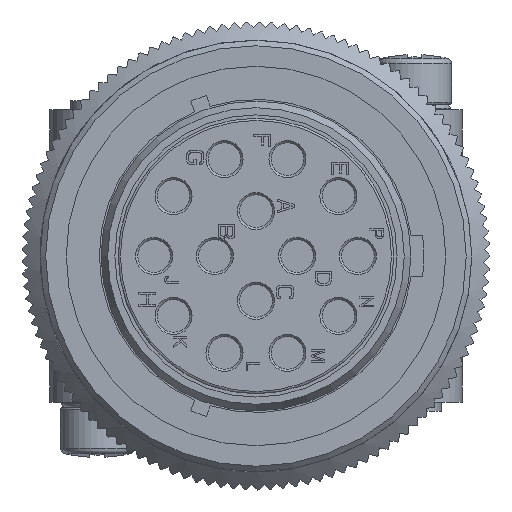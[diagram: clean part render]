
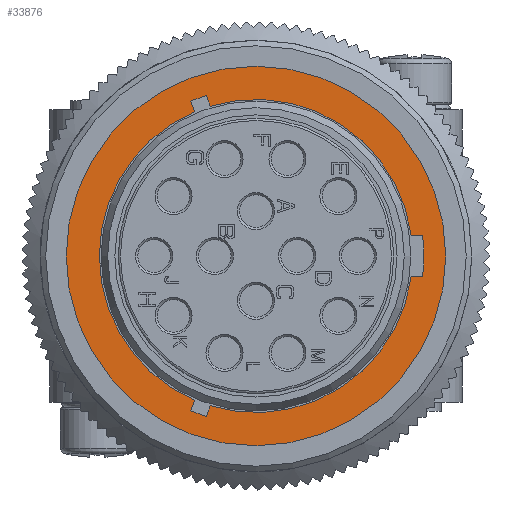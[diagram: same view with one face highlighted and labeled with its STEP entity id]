
A CAD part, left-side view. The second image highlights one B-rep face of the part: STEP entity #33876.
In plain terms, the highlighted face is planar.
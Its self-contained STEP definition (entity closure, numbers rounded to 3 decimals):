
#2090=LINE('',#45245,#3985);
#2091=LINE('',#45250,#3986);
#2092=LINE('',#45254,#3987);
#2093=LINE('',#45258,#3988);
#2094=LINE('',#45262,#3989);
#2095=LINE('',#45266,#3990);
#3985=VECTOR('',#38530,1000.);
#3986=VECTOR('',#38533,1000.);
#3987=VECTOR('',#38536,1000.);
#3988=VECTOR('',#38539,1000.);
#3989=VECTOR('',#38542,1000.);
#3990=VECTOR('',#38545,1000.);
#5590=PLANE('',#35524);
#7487=ORIENTED_EDGE('',*,*,#14273,.F.);
#7488=ORIENTED_EDGE('',*,*,#14274,.F.);
#7489=ORIENTED_EDGE('',*,*,#14275,.F.);
#7490=ORIENTED_EDGE('',*,*,#14276,.F.);
#7491=ORIENTED_EDGE('',*,*,#14277,.F.);
#7492=ORIENTED_EDGE('',*,*,#14278,.F.);
#7493=ORIENTED_EDGE('',*,*,#14279,.F.);
#7494=ORIENTED_EDGE('',*,*,#14280,.F.);
#7495=ORIENTED_EDGE('',*,*,#14281,.F.);
#7496=ORIENTED_EDGE('',*,*,#14282,.F.);
#7497=ORIENTED_EDGE('',*,*,#14283,.F.);
#7498=ORIENTED_EDGE('',*,*,#14284,.F.);
#7499=ORIENTED_EDGE('',*,*,#14285,.T.);
#14273=EDGE_CURVE('',#17771,#17772,#2090,.T.);
#14274=EDGE_CURVE('',#17773,#17771,#19957,.F.);
#14275=EDGE_CURVE('',#17774,#17773,#2091,.T.);
#14276=EDGE_CURVE('',#17775,#17774,#19958,.T.);
#14277=EDGE_CURVE('',#17776,#17775,#2092,.T.);
#14278=EDGE_CURVE('',#17777,#17776,#19959,.F.);
#14279=EDGE_CURVE('',#17778,#17777,#2093,.T.);
#14280=EDGE_CURVE('',#17779,#17778,#19960,.T.);
#14281=EDGE_CURVE('',#17780,#17779,#2094,.T.);
#14282=EDGE_CURVE('',#17781,#17780,#19961,.F.);
#14283=EDGE_CURVE('',#17782,#17781,#2095,.T.);
#14284=EDGE_CURVE('',#17772,#17782,#19962,.T.);
#14285=EDGE_CURVE('',#17783,#17783,#19963,.T.);
#17771=VERTEX_POINT('',#45246);
#17772=VERTEX_POINT('',#45247);
#17773=VERTEX_POINT('',#45249);
#17774=VERTEX_POINT('',#45251);
#17775=VERTEX_POINT('',#45253);
#17776=VERTEX_POINT('',#45255);
#17777=VERTEX_POINT('',#45257);
#17778=VERTEX_POINT('',#45259);
#17779=VERTEX_POINT('',#45261);
#17780=VERTEX_POINT('',#45263);
#17781=VERTEX_POINT('',#45265);
#17782=VERTEX_POINT('',#45267);
#17783=VERTEX_POINT('',#45270);
#19957=CIRCLE('',#35525,15.175);
#19958=CIRCLE('',#35526,14.15);
#19959=CIRCLE('',#35527,15.175);
#19960=CIRCLE('',#35528,14.15);
#19961=CIRCLE('',#35529,15.175);
#19962=CIRCLE('',#35530,14.15);
#19963=CIRCLE('',#35531,17.15);
#20791=EDGE_LOOP('',(#7487,#7488,#7489,#7490,#7491,#7492,#7493,#7494,#7495,
#7496,#7497,#7498));
#20792=EDGE_LOOP('',(#7499));
#22462=FACE_BOUND('',#20791,.T.);
#22463=FACE_BOUND('',#20792,.T.);
#33876=ADVANCED_FACE('',(#22462,#22463),#5590,.F.);
#35524=AXIS2_PLACEMENT_3D('',#45244,#38528,#38529);
#35525=AXIS2_PLACEMENT_3D('',#45248,#38531,#38532);
#35526=AXIS2_PLACEMENT_3D('',#45252,#38534,#38535);
#35527=AXIS2_PLACEMENT_3D('',#45256,#38537,#38538);
#35528=AXIS2_PLACEMENT_3D('',#45260,#38540,#38541);
#35529=AXIS2_PLACEMENT_3D('',#45264,#38543,#38544);
#35530=AXIS2_PLACEMENT_3D('',#45268,#38546,#38547);
#35531=AXIS2_PLACEMENT_3D('',#45269,#38548,#38549);
#38528=DIRECTION('',(-1.,0.,0.));
#38529=DIRECTION('',(0.,0.,1.));
#38530=DIRECTION('',(0.,-1.,0.));
#38531=DIRECTION('',(-1.,0.,0.));
#38532=DIRECTION('',(0.,0.,1.));
#38533=DIRECTION('',(0.,1.,0.));
#38534=DIRECTION('',(1.,0.,0.));
#38535=DIRECTION('',(0.,0.,-1.));
#38536=DIRECTION('',(0.,0.342,0.94));
#38537=DIRECTION('',(-1.,0.,0.));
#38538=DIRECTION('',(0.,0.,1.));
#38539=DIRECTION('',(0.,-0.342,-0.94));
#38540=DIRECTION('',(1.,0.,0.));
#38541=DIRECTION('',(0.,0.,-1.));
#38542=DIRECTION('',(0.,0.342,-0.94));
#38543=DIRECTION('',(-1.,0.,0.));
#38544=DIRECTION('',(0.,0.,1.));
#38545=DIRECTION('',(0.,-0.342,0.94));
#38546=DIRECTION('',(1.,0.,0.));
#38547=DIRECTION('',(0.,0.,-1.));
#38548=DIRECTION('',(1.,0.,0.));
#38549=DIRECTION('',(0.,0.,-1.));
#45244=CARTESIAN_POINT('',(26.6,17.15,0.));
#45245=CARTESIAN_POINT('',(26.6,17.15,1.875));
#45246=CARTESIAN_POINT('',(26.6,15.059,1.875));
#45247=CARTESIAN_POINT('',(26.6,14.025,1.875));
#45248=CARTESIAN_POINT('',(26.6,0.,0.));
#45249=CARTESIAN_POINT('',(26.6,15.059,-1.875));
#45250=CARTESIAN_POINT('',(26.6,17.15,-1.875));
#45251=CARTESIAN_POINT('',(26.6,14.025,-1.875));
#45252=CARTESIAN_POINT('',(26.6,0.,0.));
#45253=CARTESIAN_POINT('',(26.6,-4.128,-13.534));
#45254=CARTESIAN_POINT('',(26.6,2.711,5.255));
#45255=CARTESIAN_POINT('',(26.6,-4.479,-14.499));
#45256=CARTESIAN_POINT('',(26.6,0.,0.));
#45257=CARTESIAN_POINT('',(26.6,-5.889,-13.986));
#45258=CARTESIAN_POINT('',(26.6,1.301,5.768));
#45259=CARTESIAN_POINT('',(26.6,-5.538,-13.021));
#45260=CARTESIAN_POINT('',(26.6,0.,0.));
#45261=CARTESIAN_POINT('',(26.6,-5.538,13.021));
#45262=CARTESIAN_POINT('',(26.6,1.301,-5.768));
#45263=CARTESIAN_POINT('',(26.6,-5.889,13.986));
#45264=CARTESIAN_POINT('',(26.6,0.,0.));
#45265=CARTESIAN_POINT('',(26.6,-4.479,14.499));
#45266=CARTESIAN_POINT('',(26.6,2.711,-5.255));
#45267=CARTESIAN_POINT('',(26.6,-4.128,13.534));
#45268=CARTESIAN_POINT('',(26.6,0.,0.));
#45269=CARTESIAN_POINT('',(26.6,0.,0.));
#45270=CARTESIAN_POINT('',(26.6,0.,-17.15));
